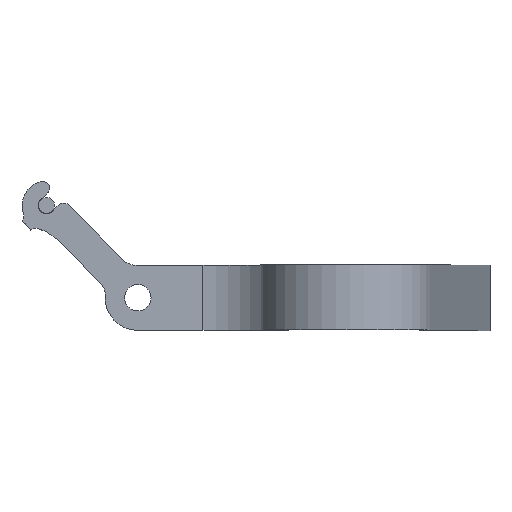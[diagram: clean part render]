
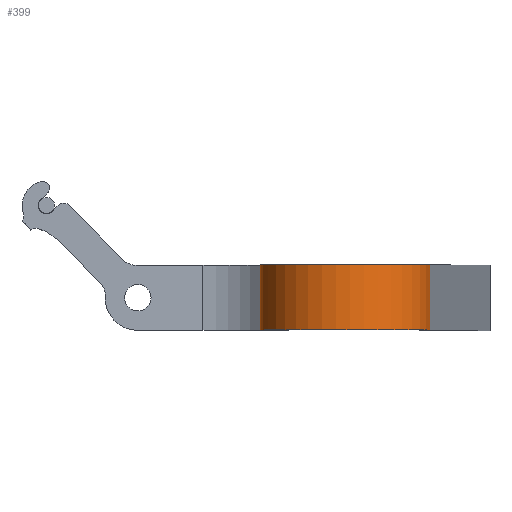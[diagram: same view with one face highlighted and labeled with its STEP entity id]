
A CAD part, top view. The second image highlights one B-rep face of the part: STEP entity #399.
In plain terms, the highlighted cylindrical face has radius 0.533 mm (diameter 1.067 mm), a partial arc.
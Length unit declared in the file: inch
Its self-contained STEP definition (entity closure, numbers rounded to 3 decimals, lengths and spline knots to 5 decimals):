
#26 = AXIS2_PLACEMENT_3D ( 'NONE', #594, #1247, #93 ) ;
#32 = EDGE_CURVE ( 'NONE', #1230, #673, #608, .T. ) ;
#67 = VERTEX_POINT ( 'NONE', #371 ) ;
#93 = DIRECTION ( 'NONE',  ( -0.923, 0., -0.385 ) ) ;
#98 = EDGE_CURVE ( 'NONE', #1230, #758, #426, .T. ) ;
#115 = ORIENTED_EDGE ( 'NONE', *, *, #98, .T. ) ;
#251 = CARTESIAN_POINT ( 'NONE',  ( 0.07662, -0.008, 0.03292 ) ) ;
#273 = CIRCLE ( 'NONE', #492, 0.021 ) ;
#340 = CARTESIAN_POINT ( 'NONE',  ( 0.11668, 0.008, 0.04465 ) ) ;
#371 = CARTESIAN_POINT ( 'NONE',  ( 0.11668, -0.008, 0.04465 ) ) ;
#390 = ORIENTED_EDGE ( 'NONE', *, *, #32, .F. ) ;
#399 = ADVANCED_FACE ( 'NONE', ( #776 ), #765, .T. ) ;
#413 = EDGE_CURVE ( 'NONE', #673, #67, #475, .T. ) ;
#426 = LINE ( 'NONE', #922, #581 ) ;
#430 = DIRECTION ( 'NONE',  ( 0., -1., 0. ) ) ;
#435 = EDGE_CURVE ( 'NONE', #758, #67, #273, .T. ) ;
#470 = CARTESIAN_POINT ( 'NONE',  ( 0.096, 0., 0.041 ) ) ;
#475 = LINE ( 'NONE', #488, #718 ) ;
#488 = CARTESIAN_POINT ( 'NONE',  ( 0.11668, -0.008, 0.04465 ) ) ;
#492 = AXIS2_PLACEMENT_3D ( 'NONE', #512, #986, #530 ) ;
#512 = CARTESIAN_POINT ( 'NONE',  ( 0.096, -0.008, 0.041 ) ) ;
#530 = DIRECTION ( 'NONE',  ( -0.923, 0., -0.385 ) ) ;
#569 = DIRECTION ( 'NONE',  ( 0., 0., 1. ) ) ;
#577 = DIRECTION ( 'NONE',  ( 0., 1., 0. ) ) ;
#581 = VECTOR ( 'NONE', #665, 39.37008 ) ;
#594 = CARTESIAN_POINT ( 'NONE',  ( 0.096, 0.008, 0.041 ) ) ;
#608 = CIRCLE ( 'NONE', #26, 0.021 ) ;
#627 = ORIENTED_EDGE ( 'NONE', *, *, #413, .F. ) ;
#665 = DIRECTION ( 'NONE',  ( 0., -1., 0. ) ) ;
#673 = VERTEX_POINT ( 'NONE', #340 ) ;
#691 = AXIS2_PLACEMENT_3D ( 'NONE', #470, #577, #569 ) ;
#718 = VECTOR ( 'NONE', #430, 39.37008 ) ;
#758 = VERTEX_POINT ( 'NONE', #251 ) ;
#765 = CYLINDRICAL_SURFACE ( 'NONE', #691, 0.021 ) ;
#776 = FACE_OUTER_BOUND ( 'NONE', #894, .T. ) ;
#894 = EDGE_LOOP ( 'NONE', ( #1112, #627, #390, #115 ) ) ;
#922 = CARTESIAN_POINT ( 'NONE',  ( 0.07662, -0.008, 0.03292 ) ) ;
#986 = DIRECTION ( 'NONE',  ( 0., 1., 0. ) ) ;
#1112 = ORIENTED_EDGE ( 'NONE', *, *, #435, .T. ) ;
#1150 = CARTESIAN_POINT ( 'NONE',  ( 0.07662, 0.008, 0.03292 ) ) ;
#1230 = VERTEX_POINT ( 'NONE', #1150 ) ;
#1247 = DIRECTION ( 'NONE',  ( 0., 1., 0. ) ) ;
